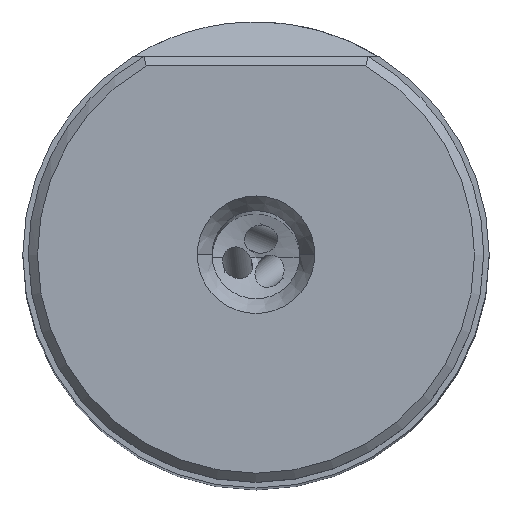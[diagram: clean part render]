
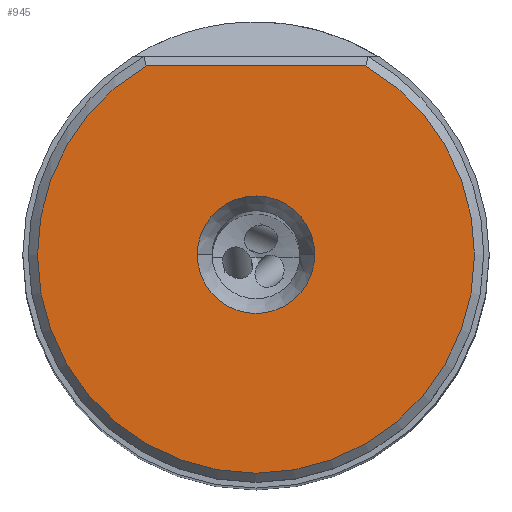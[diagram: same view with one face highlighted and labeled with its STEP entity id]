
A CAD part, top view. The second image highlights one B-rep face of the part: STEP entity #945.
In plain terms, the highlighted planar face has unit normal (0, 0, 1).
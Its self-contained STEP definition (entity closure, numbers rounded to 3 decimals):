
#62=FACE_BOUND('',#1895,.T.);
#63=FACE_BOUND('',#1896,.T.);
#183=PLANE('',#8113);
#945=ADVANCED_FACE('',(#62,#63),#183,.T.);
#1895=EDGE_LOOP('',(#3307,#3308));
#1896=EDGE_LOOP('',(#3309,#3310,#3311));
#2307=CIRCLE('',#8108,14.875);
#2308=CIRCLE('',#8109,14.875);
#2309=CIRCLE('',#8111,4.);
#2310=CIRCLE('',#8112,4.);
#3307=ORIENTED_EDGE('',*,*,#6340,.T.);
#3308=ORIENTED_EDGE('',*,*,#6341,.T.);
#3309=ORIENTED_EDGE('',*,*,#6338,.T.);
#3310=ORIENTED_EDGE('',*,*,#6336,.F.);
#3311=ORIENTED_EDGE('',*,*,#6339,.T.);
#5385=VERTEX_POINT('',#13042);
#5386=VERTEX_POINT('',#13044);
#5387=VERTEX_POINT('',#13053);
#5388=VERTEX_POINT('',#13057);
#5389=VERTEX_POINT('',#13058);
#6336=EDGE_CURVE('',#5385,#5386,#7209,.T.);
#6338=EDGE_CURVE('',#5387,#5386,#2307,.T.);
#6339=EDGE_CURVE('',#5385,#5387,#2308,.T.);
#6340=EDGE_CURVE('',#5388,#5389,#2309,.T.);
#6341=EDGE_CURVE('',#5389,#5388,#2310,.T.);
#7209=LINE('',#13043,#7523);
#7523=VECTOR('',#9310,1.);
#8108=AXIS2_PLACEMENT_3D('',#13052,#9313,#9314);
#8109=AXIS2_PLACEMENT_3D('',#13054,#9315,#9316);
#8111=AXIS2_PLACEMENT_3D('',#13056,#9319,#9320);
#8112=AXIS2_PLACEMENT_3D('',#13059,#9321,#9322);
#8113=AXIS2_PLACEMENT_3D('',#13060,#9323,#9324);
#9310=DIRECTION('',(1.,0.,0.));
#9313=DIRECTION('',(0.,0.,1.));
#9314=DIRECTION('',(0.,-1.,0.));
#9315=DIRECTION('',(0.,0.,1.));
#9316=DIRECTION('',(-0.503,0.865,0.));
#9319=DIRECTION('',(0.,0.,-1.));
#9320=DIRECTION('',(-1.,0.,0.));
#9321=DIRECTION('',(0.,0.,-1.));
#9322=DIRECTION('',(1.,0.,0.));
#9323=DIRECTION('',(0.,0.,1.));
#9324=DIRECTION('',(-1.,0.,0.));
#13042=CARTESIAN_POINT('',(-7.476,12.86,42.863));
#13043=CARTESIAN_POINT('',(-7.476,12.86,42.863));
#13044=CARTESIAN_POINT('',(7.476,12.86,42.863));
#13052=CARTESIAN_POINT('',(0.,0.,42.863));
#13053=CARTESIAN_POINT('',(0.,-14.875,42.863));
#13054=CARTESIAN_POINT('',(0.,0.,42.863));
#13056=CARTESIAN_POINT('',(0.,0.,42.863));
#13057=CARTESIAN_POINT('',(-4.,0.,42.863));
#13058=CARTESIAN_POINT('',(4.,0.,42.863));
#13059=CARTESIAN_POINT('',(0.,0.,42.863));
#13060=CARTESIAN_POINT('',(0.,-1.008,42.863));
